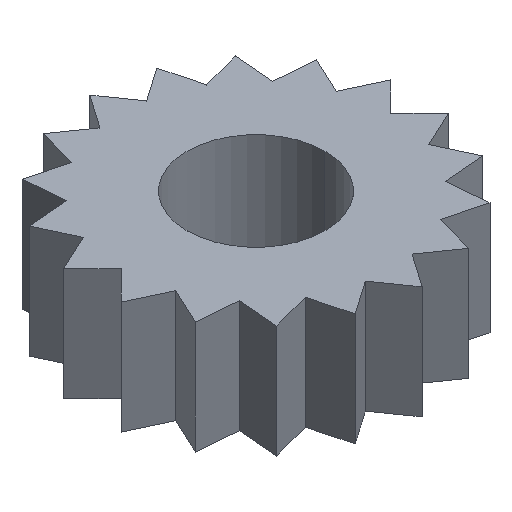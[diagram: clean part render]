
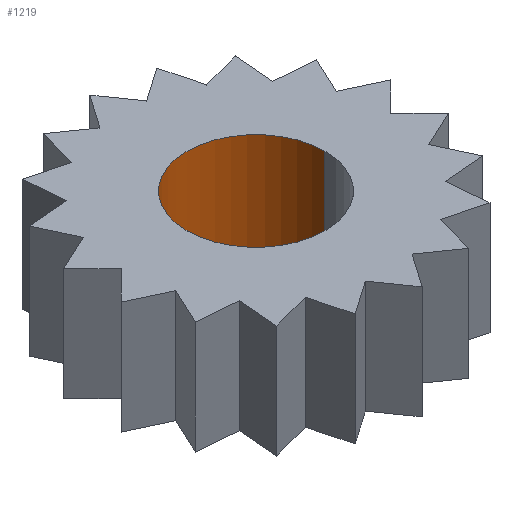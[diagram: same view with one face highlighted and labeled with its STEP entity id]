
A CAD part, isometric view. The second image highlights one B-rep face of the part: STEP entity #1219.
In plain terms, the highlighted cylindrical face has radius 2.45 mm (diameter 4.9 mm), a partial arc.
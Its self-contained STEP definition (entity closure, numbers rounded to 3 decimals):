
#8 = LINE ( 'NONE', #727, #538 ) ;
#41 = CARTESIAN_POINT ( 'NONE',  ( 0., 0., 4. ) ) ;
#78 = DIRECTION ( 'NONE',  ( 0., 0., -1. ) ) ;
#118 = CARTESIAN_POINT ( 'NONE',  ( 2.45, 0., 4. ) ) ;
#136 = DIRECTION ( 'NONE',  ( 0., 0., -1. ) ) ;
#137 = LINE ( 'NONE', #1060, #1220 ) ;
#221 = DIRECTION ( 'NONE',  ( 0., 0., -1. ) ) ;
#223 = EDGE_CURVE ( 'NONE', #253, #1317, #137, .T. ) ;
#253 = VERTEX_POINT ( 'NONE', #118 ) ;
#264 = DIRECTION ( 'NONE',  ( 0., 0., -1. ) ) ;
#270 = ORIENTED_EDGE ( 'NONE', *, *, #601, .T. ) ;
#282 = CARTESIAN_POINT ( 'NONE',  ( -2.45, 0., 4. ) ) ;
#397 = EDGE_CURVE ( 'NONE', #574, #1317, #1114, .T. ) ;
#422 = AXIS2_PLACEMENT_3D ( 'NONE', #466, #264, #587 ) ;
#434 = CARTESIAN_POINT ( 'NONE',  ( 0., 0., 4. ) ) ;
#466 = CARTESIAN_POINT ( 'NONE',  ( 0., 0., 0. ) ) ;
#508 = EDGE_LOOP ( 'NONE', ( #703, #1014, #270, #670 ) ) ;
#538 = VECTOR ( 'NONE', #78, 1000. ) ;
#552 = VERTEX_POINT ( 'NONE', #282 ) ;
#569 = DIRECTION ( 'NONE',  ( 0., 0., -1. ) ) ;
#574 = VERTEX_POINT ( 'NONE', #1127 ) ;
#587 = DIRECTION ( 'NONE',  ( -1., 0., 0. ) ) ;
#601 = EDGE_CURVE ( 'NONE', #552, #574, #8, .T. ) ;
#670 = ORIENTED_EDGE ( 'NONE', *, *, #397, .T. ) ;
#703 = ORIENTED_EDGE ( 'NONE', *, *, #223, .F. ) ;
#709 = AXIS2_PLACEMENT_3D ( 'NONE', #434, #136, #873 ) ;
#727 = CARTESIAN_POINT ( 'NONE',  ( -2.45, 0., 4. ) ) ;
#728 = CARTESIAN_POINT ( 'NONE',  ( 2.45, 0., 0. ) ) ;
#783 = CIRCLE ( 'NONE', #709, 2.45 ) ;
#788 = DIRECTION ( 'NONE',  ( -1., 0., 0. ) ) ;
#873 = DIRECTION ( 'NONE',  ( -1., 0., 0. ) ) ;
#1014 = ORIENTED_EDGE ( 'NONE', *, *, #1077, .F. ) ;
#1039 = CYLINDRICAL_SURFACE ( 'NONE', #1098, 2.45 ) ;
#1060 = CARTESIAN_POINT ( 'NONE',  ( 2.45, 0., 4. ) ) ;
#1072 = FACE_OUTER_BOUND ( 'NONE', #508, .T. ) ;
#1077 = EDGE_CURVE ( 'NONE', #552, #253, #783, .T. ) ;
#1098 = AXIS2_PLACEMENT_3D ( 'NONE', #41, #569, #788 ) ;
#1114 = CIRCLE ( 'NONE', #422, 2.45 ) ;
#1127 = CARTESIAN_POINT ( 'NONE',  ( -2.45, 0., 0. ) ) ;
#1219 = ADVANCED_FACE ( 'NONE', ( #1072 ), #1039, .F. ) ;
#1220 = VECTOR ( 'NONE', #221, 1000. ) ;
#1317 = VERTEX_POINT ( 'NONE', #728 ) ;
